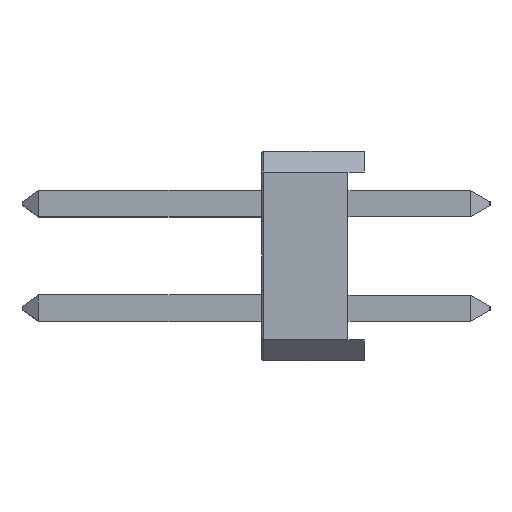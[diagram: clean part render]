
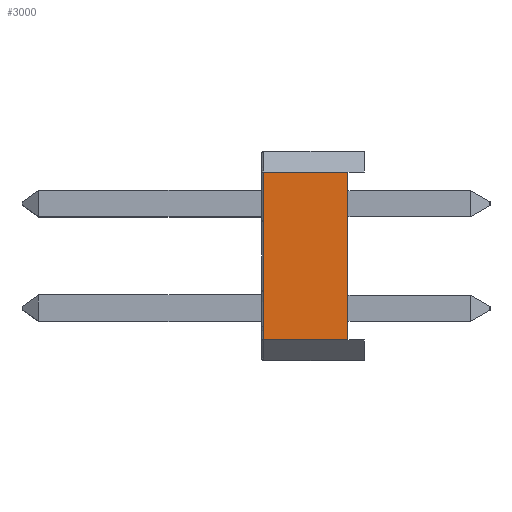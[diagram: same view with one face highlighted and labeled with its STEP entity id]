
A CAD part, left-side view. The second image highlights one B-rep face of the part: STEP entity #3000.
In plain terms, the highlighted free-form (B-spline) face has degree [1, 1] with [2, 2] control points.
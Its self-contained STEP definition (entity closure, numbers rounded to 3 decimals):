
#3000 = ADVANCED_FACE('',(#3001),#3015,.T.);
#3001 = FACE_BOUND('',#3002,.T.);
#3002 = EDGE_LOOP('',(#3003,#3025,#3040,#3055));
#3003 = ORIENTED_EDGE('',*,*,#3004,.T.);
#3004 = EDGE_CURVE('',#3005,#3007,#3009,.T.);
#3005 = VERTEX_POINT('',#3006);
#3006 = CARTESIAN_POINT('',(-1.27,0.,2.04));
#3007 = VERTEX_POINT('',#3008);
#3008 = CARTESIAN_POINT('',(-1.27,0.,-2.04));
#3009 = SURFACE_CURVE('',#3010,(#3014),.PCURVE_S1.);
#3010 = LINE('',#3011,#3012);
#3011 = CARTESIAN_POINT('',(-1.27,0.,2.04));
#3012 = VECTOR('',#3013,1.);
#3013 = DIRECTION('',(0.,0.,-1.));
#3014 = PCURVE('',#3015,#3020);
#3015 = B_SPLINE_SURFACE_WITH_KNOTS('',1,1,(
    (#3016,#3017)
    ,(#3018,#3019
    )),.UNSPECIFIED.,.F.,.F.,.F.,(2,2),(2,2),(0.,1.),(0.,1.),
  .PIECEWISE_BEZIER_KNOTS.);
#3016 = CARTESIAN_POINT('',(-1.27,0.,2.04));
#3017 = CARTESIAN_POINT('',(-1.27,2.05,2.04));
#3018 = CARTESIAN_POINT('',(-1.27,0.,-2.04));
#3019 = CARTESIAN_POINT('',(-1.27,2.05,-2.04));
#3020 = DEFINITIONAL_REPRESENTATION('',(#3021),#3024);
#3021 = B_SPLINE_CURVE_WITH_KNOTS('',1,(#3022,#3023),.UNSPECIFIED.,.F.,
  .F.,(2,2),(0.,4.08),.PIECEWISE_BEZIER_KNOTS.);
#3022 = CARTESIAN_POINT('',(0.,0.));
#3023 = CARTESIAN_POINT('',(1.,0.));
#3024 = ( GEOMETRIC_REPRESENTATION_CONTEXT(2) 
PARAMETRIC_REPRESENTATION_CONTEXT() REPRESENTATION_CONTEXT('2D SPACE',''
  ) );
#3025 = ORIENTED_EDGE('',*,*,#3026,.T.);
#3026 = EDGE_CURVE('',#3007,#3027,#3029,.T.);
#3027 = VERTEX_POINT('',#3028);
#3028 = CARTESIAN_POINT('',(-1.27,2.05,-2.04));
#3029 = SURFACE_CURVE('',#3030,(#3034),.PCURVE_S1.);
#3030 = LINE('',#3031,#3032);
#3031 = CARTESIAN_POINT('',(-1.27,0.,-2.04));
#3032 = VECTOR('',#3033,1.);
#3033 = DIRECTION('',(0.,1.,0.));
#3034 = PCURVE('',#3015,#3035);
#3035 = DEFINITIONAL_REPRESENTATION('',(#3036),#3039);
#3036 = B_SPLINE_CURVE_WITH_KNOTS('',1,(#3037,#3038),.UNSPECIFIED.,.F.,
  .F.,(2,2),(0.,2.05),.PIECEWISE_BEZIER_KNOTS.);
#3037 = CARTESIAN_POINT('',(1.,0.));
#3038 = CARTESIAN_POINT('',(1.,1.));
#3039 = ( GEOMETRIC_REPRESENTATION_CONTEXT(2) 
PARAMETRIC_REPRESENTATION_CONTEXT() REPRESENTATION_CONTEXT('2D SPACE',''
  ) );
#3040 = ORIENTED_EDGE('',*,*,#3041,.T.);
#3041 = EDGE_CURVE('',#3027,#3042,#3044,.T.);
#3042 = VERTEX_POINT('',#3043);
#3043 = CARTESIAN_POINT('',(-1.27,2.05,2.04));
#3044 = SURFACE_CURVE('',#3045,(#3049),.PCURVE_S1.);
#3045 = LINE('',#3046,#3047);
#3046 = CARTESIAN_POINT('',(-1.27,2.05,-2.04));
#3047 = VECTOR('',#3048,1.);
#3048 = DIRECTION('',(0.,0.,1.));
#3049 = PCURVE('',#3015,#3050);
#3050 = DEFINITIONAL_REPRESENTATION('',(#3051),#3054);
#3051 = B_SPLINE_CURVE_WITH_KNOTS('',1,(#3052,#3053),.UNSPECIFIED.,.F.,
  .F.,(2,2),(0.,4.08),.PIECEWISE_BEZIER_KNOTS.);
#3052 = CARTESIAN_POINT('',(1.,1.));
#3053 = CARTESIAN_POINT('',(0.,1.));
#3054 = ( GEOMETRIC_REPRESENTATION_CONTEXT(2) 
PARAMETRIC_REPRESENTATION_CONTEXT() REPRESENTATION_CONTEXT('2D SPACE',''
  ) );
#3055 = ORIENTED_EDGE('',*,*,#3056,.T.);
#3056 = EDGE_CURVE('',#3042,#3005,#3057,.T.);
#3057 = SURFACE_CURVE('',#3058,(#3062),.PCURVE_S1.);
#3058 = LINE('',#3059,#3060);
#3059 = CARTESIAN_POINT('',(-1.27,2.05,2.04));
#3060 = VECTOR('',#3061,1.);
#3061 = DIRECTION('',(0.,-1.,0.));
#3062 = PCURVE('',#3015,#3063);
#3063 = DEFINITIONAL_REPRESENTATION('',(#3064),#3067);
#3064 = B_SPLINE_CURVE_WITH_KNOTS('',1,(#3065,#3066),.UNSPECIFIED.,.F.,
  .F.,(2,2),(0.,2.05),.PIECEWISE_BEZIER_KNOTS.);
#3065 = CARTESIAN_POINT('',(0.,1.));
#3066 = CARTESIAN_POINT('',(0.,0.));
#3067 = ( GEOMETRIC_REPRESENTATION_CONTEXT(2) 
PARAMETRIC_REPRESENTATION_CONTEXT() REPRESENTATION_CONTEXT('2D SPACE',''
  ) );
